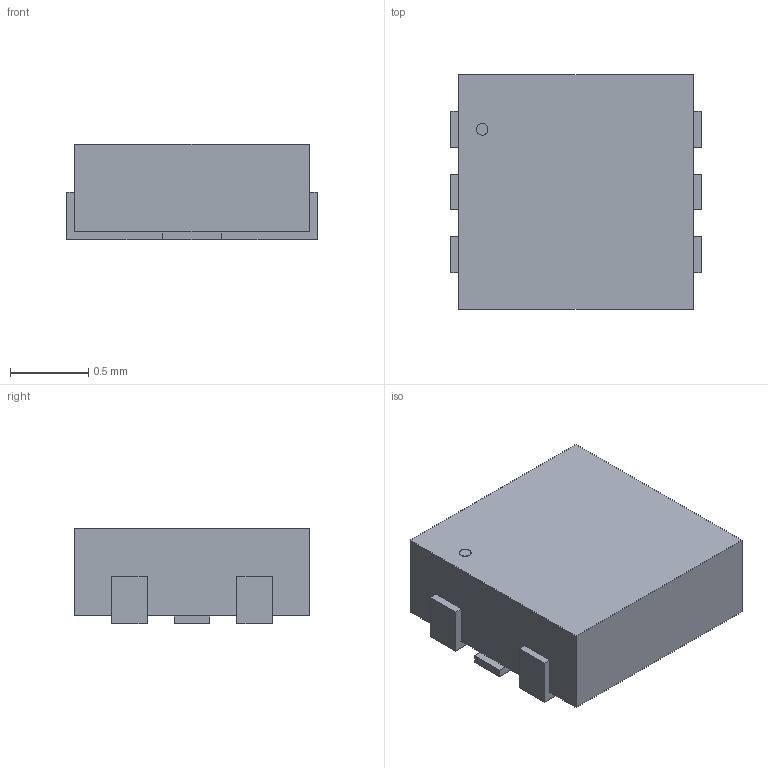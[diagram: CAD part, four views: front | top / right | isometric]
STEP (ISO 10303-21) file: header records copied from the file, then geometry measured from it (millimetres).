
FILE_DESCRIPTION(('STEP AP214'),'1');
FILE_NAME('UFDFPN5_1P7X1P4_STM','2021-03-08T16:35:56',(''),(''),'','','');
FILE_SCHEMA(('AUTOMOTIVE_DESIGN'));
Length unit declared in the file: millimetre
Products named in the file (1): product
Bounding box: 1.6 x 1.5 x 0.61 mm (x, y, z)
Volume: 1.3 mm3; surface area: 10.8 mm2
Topology: 7 solids, 7 shells, 47 faces, 99 edges, 66 vertices
Faces by surface type: plane 46, cylinder 1
Full cylindrical faces by diameter (mm): 0.075 x1
Entity records: 1224 total; most frequent: DIRECTION 198, ORIENTED_EDGE 196, CARTESIAN_POINT 117, EDGE_CURVE 98, LINE 96, VECTOR 96, VERTEX_POINT 66, AXIS2_PLACEMENT_3D 51
